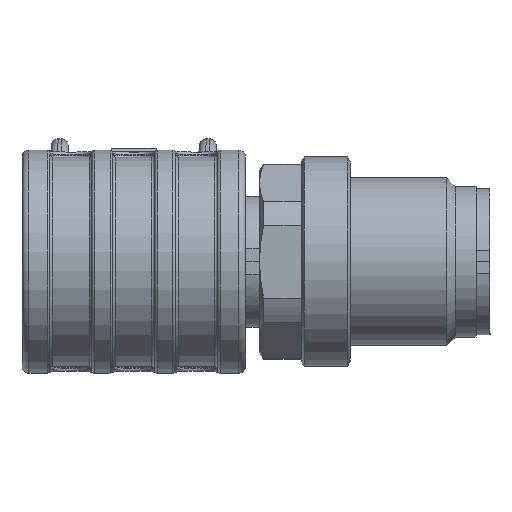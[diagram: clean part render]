
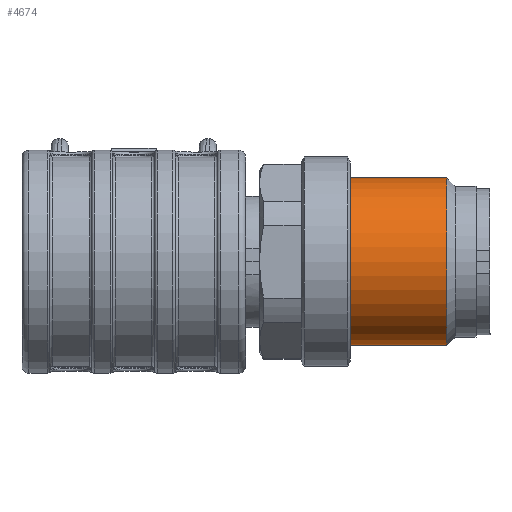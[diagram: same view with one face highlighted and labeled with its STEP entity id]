
A CAD part, front view. The second image highlights one B-rep face of the part: STEP entity #4674.
In plain terms, the highlighted cylindrical face has radius 6 mm (diameter 12 mm), a full revolution.
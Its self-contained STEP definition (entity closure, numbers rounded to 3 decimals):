
#4674=ADVANCED_FACE('',(#5865,#5866),#5538,.T.);
#5538=CYLINDRICAL_SURFACE('',#16946,6.);
#5865=FACE_BOUND('',#6126,.T.);
#5866=FACE_BOUND('',#6127,.T.);
#6126=EDGE_LOOP('',(#7624));
#6127=EDGE_LOOP('',(#7625));
#7624=ORIENTED_EDGE('',*,*,#13760,.F.);
#7625=ORIENTED_EDGE('',*,*,#13759,.T.);
#12062=VERTEX_POINT('',#24525);
#12063=VERTEX_POINT('',#24528);
#13759=EDGE_CURVE('',#12062,#12062,#15998,.T.);
#13760=EDGE_CURVE('',#12063,#12063,#15999,.T.);
#15998=CIRCLE('',#16943,6.);
#15999=CIRCLE('',#16945,6.);
#16943=AXIS2_PLACEMENT_3D('',#24524,#19146,#19147);
#16945=AXIS2_PLACEMENT_3D('',#24527,#19150,#19151);
#16946=AXIS2_PLACEMENT_3D('',#24529,#19152,#19153);
#19146=DIRECTION('',(1.,0.,0.));
#19147=DIRECTION('',(0.,0.5,0.866));
#19150=DIRECTION('',(1.,0.,0.));
#19151=DIRECTION('',(0.,0.5,0.866));
#19152=DIRECTION('',(1.,0.,0.));
#19153=DIRECTION('',(0.,0.5,0.866));
#24524=CARTESIAN_POINT('',(65.5,45.5,0.));
#24525=CARTESIAN_POINT('',(65.5,48.5,5.196));
#24527=CARTESIAN_POINT('',(72.4,45.5,0.));
#24528=CARTESIAN_POINT('',(72.4,48.5,5.196));
#24529=CARTESIAN_POINT('',(74.5,45.5,0.));
